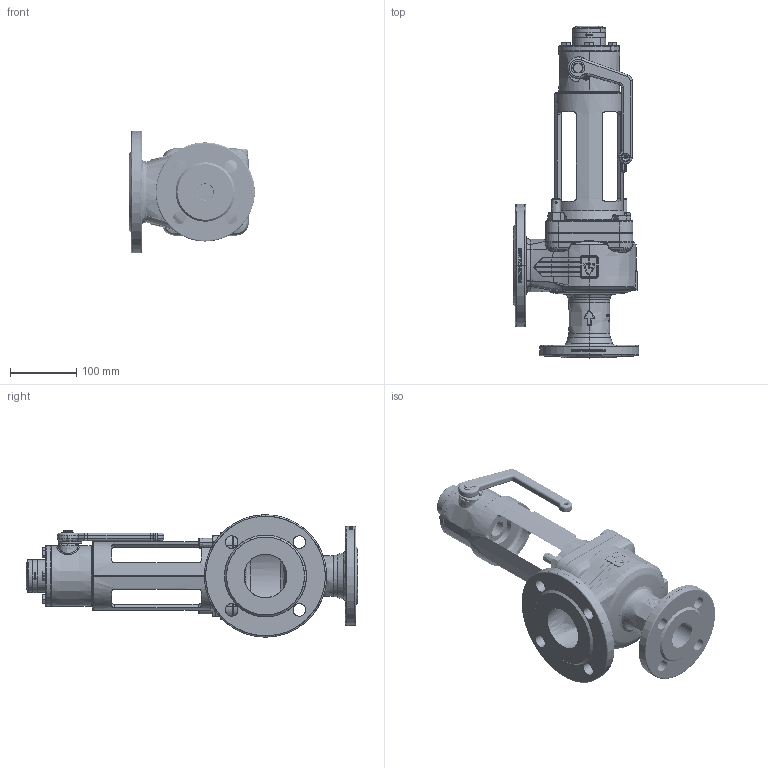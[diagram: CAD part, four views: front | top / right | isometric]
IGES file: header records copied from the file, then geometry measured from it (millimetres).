
Start section: SolidWorks IGES file using analytic representation for surfaces
Global section: file name: 355SGL_40_FLFL_4065 MD.IGS; native system: SolidWorks 2020; preprocessor: SolidWorks 2020; author: Hehr; date: 200811.083939; units: millimetre
Bounding box: 190 x 502.5 x 185 mm (x, y, z)
Surface area: 518379.1 mm2 (no closed solid volume)
Topology: 0 solids, 0 shells, 2423 faces, 32220 edges, 32170 vertices
Faces by surface type: bspline 1538, revolution 885
